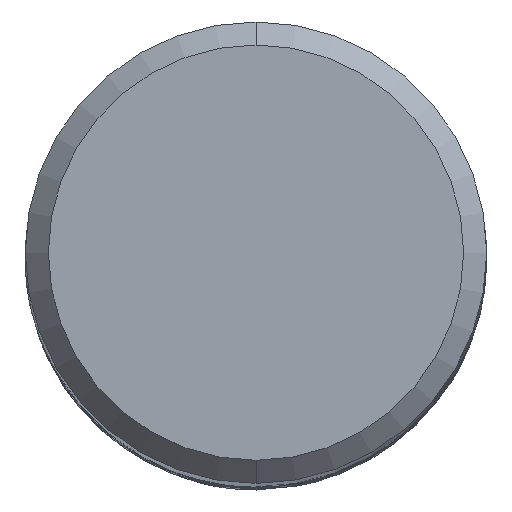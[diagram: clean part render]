
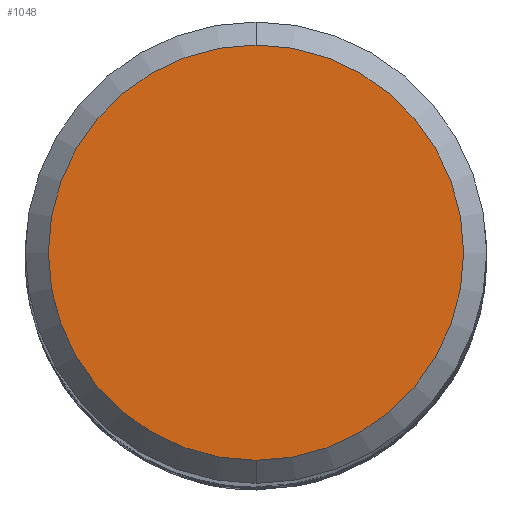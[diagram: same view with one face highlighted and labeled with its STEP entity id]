
A CAD part, top view. The second image highlights one B-rep face of the part: STEP entity #1048.
In plain terms, the highlighted planar face has unit normal (0, 0, 1).
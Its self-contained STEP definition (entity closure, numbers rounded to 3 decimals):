
#588=VERTEX_POINT('',#1678);
#924=EDGE_CURVE('',#1086,#588,#2050,.T.);
#1048=ADVANCED_FACE('',(#2181),#2182,.T.);
#1086=VERTEX_POINT('',#2224);
#1162=EDGE_CURVE('',#588,#1086,#2306,.T.);
#1678=CARTESIAN_POINT('',(0.,-5.4,0.0));
#2050=CIRCLE('',#8089,5.4);
#2181=FACE_OUTER_BOUND('',#9361,.T.);
#2182=PLANE('',#9362);
#2224=CARTESIAN_POINT('',(0.0,5.4,0.0));
#2306=CIRCLE('',#10595,5.4);
#8089=AXIS2_PLACEMENT_3D('',#17270,#17271,#17272);
#9361=EDGE_LOOP('',(#17407,#17408));
#9362=AXIS2_PLACEMENT_3D('',#17409,#17410,#17411);
#10595=AXIS2_PLACEMENT_3D('',#17543,#17544,#17545);
#17270=CARTESIAN_POINT('',(0.0,0.0,0.0));
#17271=DIRECTION('',(0.0,0.0,-1.0));
#17272=DIRECTION('',(0.0,1.0,0.0));
#17407=ORIENTED_EDGE('',*,*,#924,.F.);
#17408=ORIENTED_EDGE('',*,*,#1162,.F.);
#17409=CARTESIAN_POINT('',(0.0,2.7,0.0));
#17410=DIRECTION('',(-0.0,0.0,1.0));
#17411=DIRECTION('',(0.0,-1.0,0.0));
#17543=CARTESIAN_POINT('',(0.0,0.0,0.0));
#17544=DIRECTION('',(0.0,0.0,-1.0));
#17545=DIRECTION('',(0.0,1.0,0.0));
